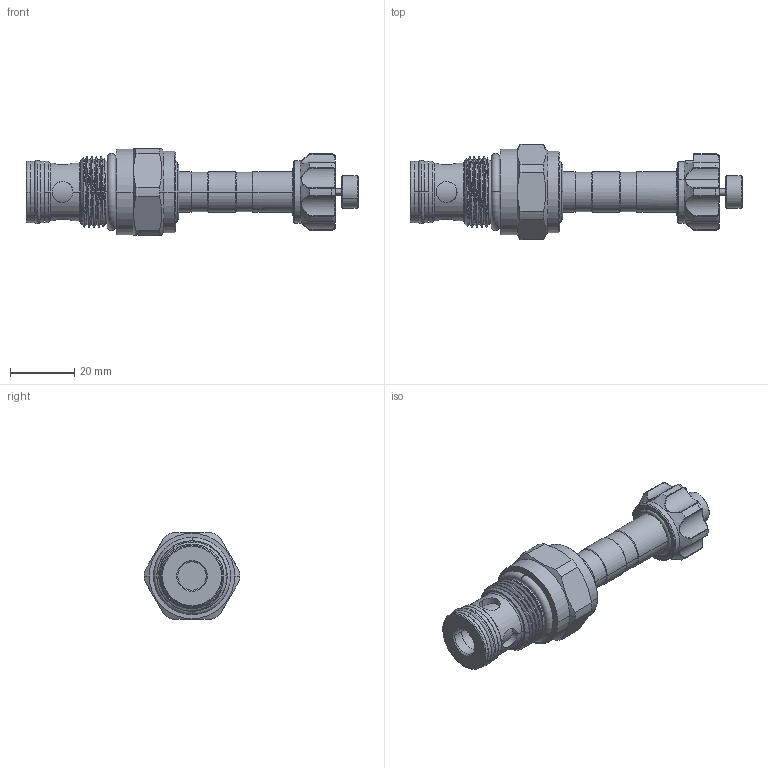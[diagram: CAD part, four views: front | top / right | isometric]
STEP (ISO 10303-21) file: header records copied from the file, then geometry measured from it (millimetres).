
FILE_DESCRIPTION (( 'STEP AP203' ), '1' );
FILE_NAME ('EP22M2A10P05.STEP', '2020-05-13T00:55:36', ( '' ), ( '' ), 'SwSTEP 2.0', 'SolidWorks 2018', '' );
FILE_SCHEMA (( 'CONFIG_CONTROL_DESIGN' ));
Length unit declared in the file: millimetre
Products named in the file (1): EP22M2A10P05
Bounding box: 103.1 x 29.6 x 27 mm (x, y, z)
Volume: 27900.9 mm3; surface area: 10098.5 mm2
Topology: 5 solids, 5 shells, 282 faces, 664 edges, 403 vertices
Faces by surface type: cylinder 130, torus 43, cone 41, bspline 38, plane 30
Entity records: 12720 total; most frequent: CARTESIAN_POINT 6438, ORIENTED_EDGE 1324, DIRECTION 1292, EDGE_CURVE 662, AXIS2_PLACEMENT_3D 558, VERTEX_POINT 403, CIRCLE 313, EDGE_LOOP 305
